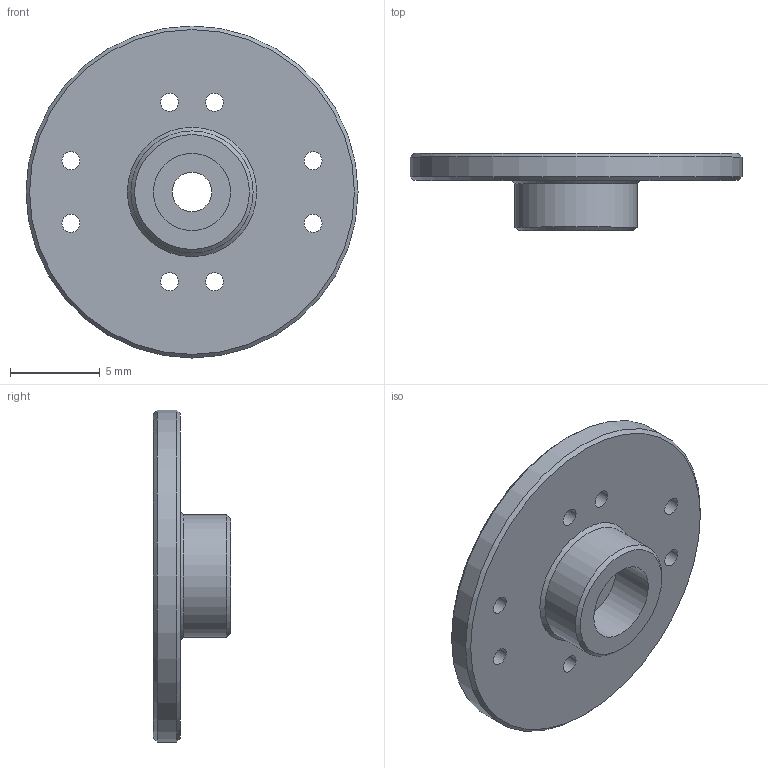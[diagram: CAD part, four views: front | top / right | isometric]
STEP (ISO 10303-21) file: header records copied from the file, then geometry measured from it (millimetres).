
FILE_DESCRIPTION(/* description */ (''),/* implementation_level */ '2;1');
FILE_NAME(/* name */ '12g_9g_disc_horn.step',/* time_stamp */ '2025-12-07T16:07:42+01:00',/* author */ (''),/* organization */ (''),/* preprocessor_version */ 'ST-DEVELOPER v20.1',/* originating_system */ 'Autodesk Translation Framework v14.21.0.0',/* authorisation */ '');
FILE_SCHEMA (('AUTOMOTIVE_DESIGN { 1 0 10303 214 3 1 1 }'));
Length unit declared in the file: millimetre
Products named in the file (1): 12g_9g_disc_horn
Bounding box: 18.5 x 4.3 x 18.5 mm (x, y, z)
Volume: 436.9 mm3; surface area: 735.5 mm2
Topology: 1 solids, 1 shells, 23 faces, 50 edges, 32 vertices
Faces by surface type: cylinder 13, cone 5, plane 5
Full cylindrical faces by diameter (mm): 1 x8, 2.2 x1, 4.3 x1, 4.6 x1, 6.8 x1, 18.5 x1
Entity records: 720 total; most frequent: DIRECTION 130, CARTESIAN_POINT 106, ORIENTED_EDGE 100, AXIS2_PLACEMENT_3D 56, EDGE_CURVE 50, EDGE_LOOP 44, CIRCLE 32, VERTEX_POINT 32
